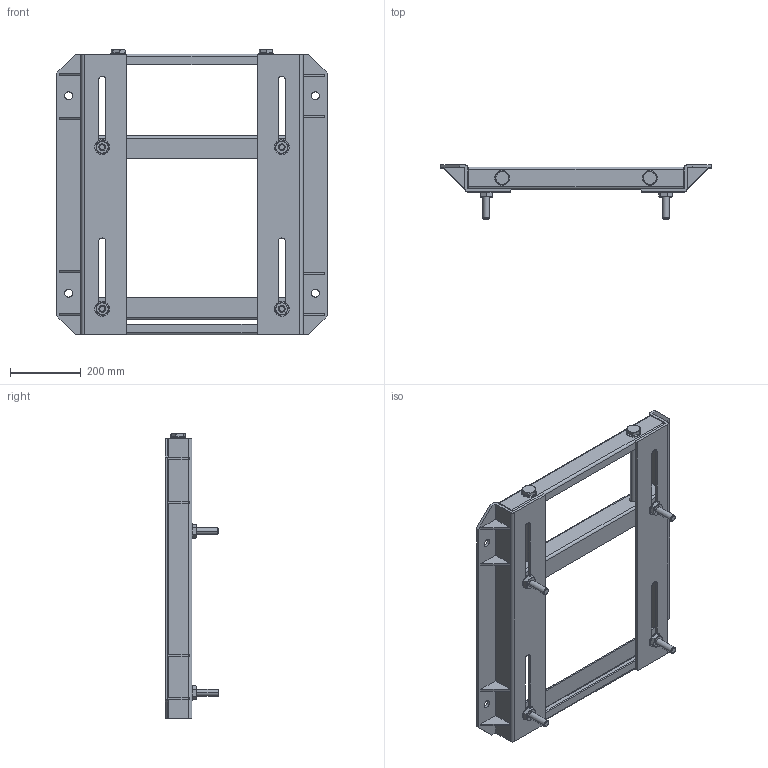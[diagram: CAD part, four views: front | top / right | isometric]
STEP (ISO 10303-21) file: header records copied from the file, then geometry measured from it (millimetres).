
FILE_DESCRIPTION (( 'STEP AP214' ), '1' );
FILE_NAME ('W447T.STEP', '2021-05-04T20:24:28', ( '' ), ( '' ), 'SwSTEP 2.0', 'SolidWorks 2017', '' );
FILE_SCHEMA (( 'AUTOMOTIVE_DESIGN' ));
Length unit declared in the file: inch
Products named in the file (1): W447T
Bounding box: 765.17 x 152.6 x 807.82 mm (x, y, z)
Volume: 5209241.2 mm3; surface area: 1586412.7 mm2
Topology: 34 solids, 34 shells, 418 faces, 1004 edges, 660 vertices
Faces by surface type: plane 240, cylinder 110, cone 68
Entity records: 19021 total; most frequent: CARTESIAN_POINT 3251, DIRECTION 2018, ORIENTED_EDGE 2008, EDGE_CURVE 1004, AXIS2_PLACEMENT_3D 719, VERTEX_POINT 660, VECTOR 580, LINE 580
